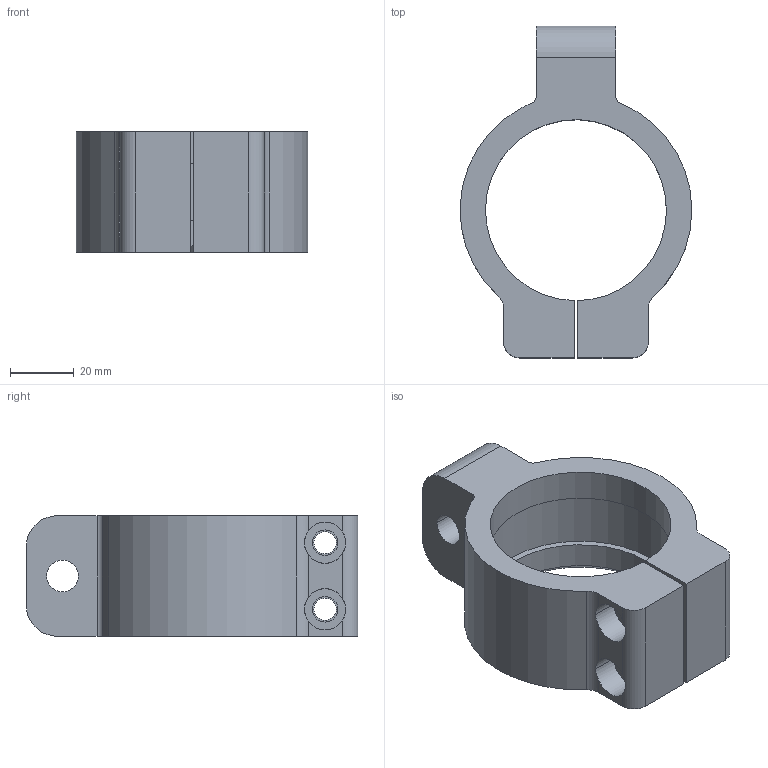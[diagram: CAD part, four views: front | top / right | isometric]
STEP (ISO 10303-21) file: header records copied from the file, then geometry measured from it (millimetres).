
FILE_DESCRIPTION(('CATIA V5 STEP Exchange'),'2;1');
FILE_NAME('support barre stab.stp','2018-12-02T13:09:07+00:00',('none'),('none'),'CATIA Version 5 Release 19 SP 2 (IN-10)','CATIA V5 STEP AP203','none');
FILE_SCHEMA(('CONFIG_CONTROL_DESIGN'));
Length unit declared in the file: millimetre
Products named in the file (1): Part2
Bounding box: 72.98 x 104.5 x 38 mm (x, y, z)
Volume: 88592.6 mm3; surface area: 28091.1 mm2
Topology: 1 solids, 1 shells, 54 faces, 154 edges, 102 vertices
Faces by surface type: cylinder 34, plane 17, cone 3
Entity records: 1706 total; most frequent: CARTESIAN_POINT 333, ORIENTED_EDGE 308, DIRECTION 212, EDGE_CURVE 154, AXIS2_PLACEMENT_3D 106, VERTEX_POINT 102, VECTOR 73, LINE 73
